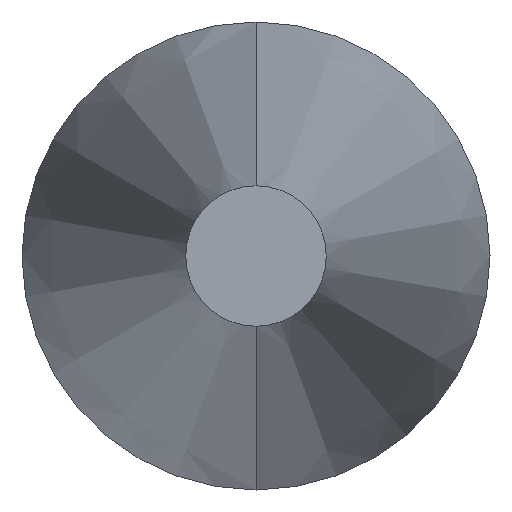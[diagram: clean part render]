
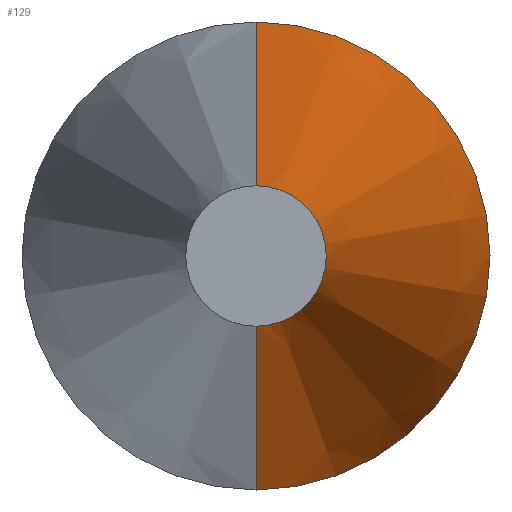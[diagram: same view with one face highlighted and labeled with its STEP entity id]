
A CAD part, front view. The second image highlights one B-rep face of the part: STEP entity #129.
In plain terms, the highlighted conical face has half-angle 9.975 degrees and reference radius 1.5 mm.
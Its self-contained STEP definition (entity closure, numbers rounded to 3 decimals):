
#5 = ORIENTED_EDGE ( 'NONE', *, *, #140, .T. ) ;
#10 = CIRCLE ( 'NONE', #54, 1.5 ) ;
#19 = VERTEX_POINT ( 'NONE', #146 ) ;
#20 = LINE ( 'NONE', #160, #174 ) ;
#22 = VERTEX_POINT ( 'NONE', #55 ) ;
#24 = EDGE_CURVE ( 'NONE', #19, #144, #162, .T. ) ;
#41 = DIRECTION ( 'NONE',  ( 0., 0.985, 0.173 ) ) ;
#44 = CIRCLE ( 'NONE', #202, 5. ) ;
#47 = DIRECTION ( 'NONE',  ( 0., 1., 0. ) ) ;
#49 = VECTOR ( 'NONE', #130, 1000. ) ;
#50 = ORIENTED_EDGE ( 'NONE', *, *, #120, .F. ) ;
#51 = ORIENTED_EDGE ( 'NONE', *, *, #24, .T. ) ;
#54 = AXIS2_PLACEMENT_3D ( 'NONE', #216, #151, #165 ) ;
#55 = CARTESIAN_POINT ( 'NONE',  ( 0., 19.9, 5. ) ) ;
#57 = EDGE_CURVE ( 'Defeature ausgef�hrt1_1+Defeature ausgef�hrt1_2+Defeature ausgef�hrt1_2+Defeature ausgef�hrt1_2', #22, #144, #44, .T. ) ;
#58 = DIRECTION ( 'NONE',  ( 0., 1., 0. ) ) ;
#74 = VERTEX_POINT ( 'NONE', #85 ) ;
#79 = DIRECTION ( 'NONE',  ( 0., 0., 1. ) ) ;
#85 = CARTESIAN_POINT ( 'NONE',  ( 0., 0., 1.5 ) ) ;
#96 = AXIS2_PLACEMENT_3D ( 'NONE', #133, #58, #79 ) ;
#120 = EDGE_CURVE ( 'NONE', #74, #22, #20, .T. ) ;
#127 = CARTESIAN_POINT ( 'NONE',  ( 0., 0., -1.5 ) ) ;
#129 = ADVANCED_FACE ( 'Defeature ausgef�hrt1_2', ( #131 ), #224, .T. ) ;
#130 = DIRECTION ( 'NONE',  ( 0., 0.985, -0.173 ) ) ;
#131 = FACE_OUTER_BOUND ( 'NONE', #158, .T. ) ;
#133 = CARTESIAN_POINT ( 'NONE',  ( 0., 0., 0. ) ) ;
#140 = EDGE_CURVE ( 'Defeature ausgef�hrt1_2+Defeature ausgef�hrt1_3+Defeature ausgef�hrt1_3+Defeature ausgef�hrt1_3', #74, #19, #10, .T. ) ;
#144 = VERTEX_POINT ( 'NONE', #198 ) ;
#146 = CARTESIAN_POINT ( 'NONE',  ( 0., 0., -1.5 ) ) ;
#151 = DIRECTION ( 'NONE',  ( 0., 1., 0. ) ) ;
#158 = EDGE_LOOP ( 'NONE', ( #5, #51, #206, #50 ) ) ;
#160 = CARTESIAN_POINT ( 'NONE',  ( 0., 0., 1.5 ) ) ;
#162 = LINE ( 'NONE', #127, #49 ) ;
#165 = DIRECTION ( 'NONE',  ( 0., 0., 1. ) ) ;
#174 = VECTOR ( 'NONE', #41, 1000. ) ;
#179 = CARTESIAN_POINT ( 'NONE',  ( 0., 19.9, 0. ) ) ;
#195 = DIRECTION ( 'NONE',  ( 0., 0., 1. ) ) ;
#198 = CARTESIAN_POINT ( 'NONE',  ( 0., 19.9, -5. ) ) ;
#202 = AXIS2_PLACEMENT_3D ( 'NONE', #179, #47, #195 ) ;
#206 = ORIENTED_EDGE ( 'NONE', *, *, #57, .F. ) ;
#216 = CARTESIAN_POINT ( 'NONE',  ( 0., 0., 0. ) ) ;
#224 = CONICAL_SURFACE ( 'NONE', #96, 1.5, 0.174 ) ;
